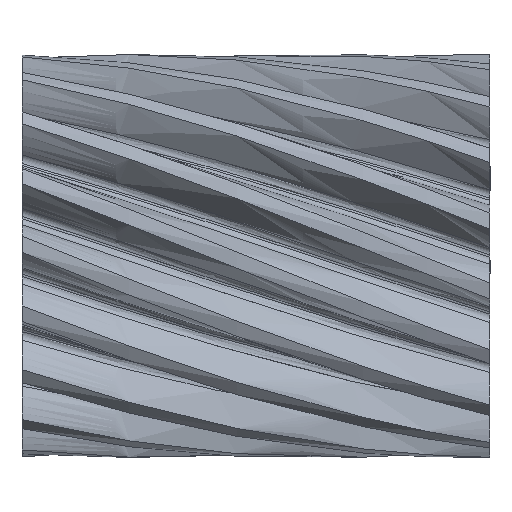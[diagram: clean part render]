
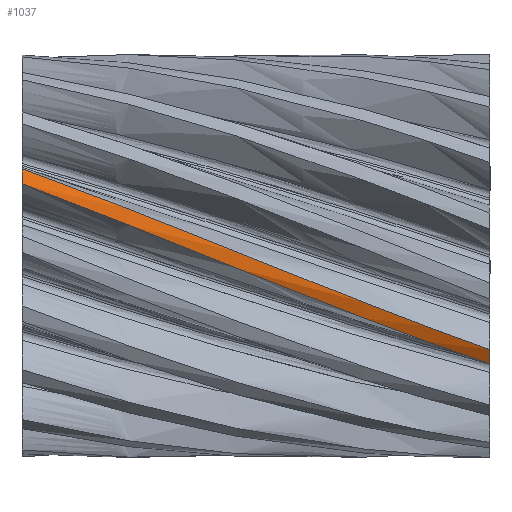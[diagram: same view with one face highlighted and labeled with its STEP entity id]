
A CAD part, front view. The second image highlights one B-rep face of the part: STEP entity #1037.
In plain terms, the highlighted free-form (B-spline) face has degree [2, 1] with [3, 2] control points.
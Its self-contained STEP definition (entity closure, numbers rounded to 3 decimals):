
#1037 = ADVANCED_FACE('',(#1038),#1090,.T.);
#1038 = FACE_BOUND('',#1039,.T.);
#1039 = EDGE_LOOP('',(#1040,#1059,#1067,#1084));
#1040 = ORIENTED_EDGE('',*,*,#1041,.F.);
#1041 = EDGE_CURVE('',#1042,#1044,#1046,.T.);
#1042 = VERTEX_POINT('',#1043);
#1043 = CARTESIAN_POINT('',(131.379,-47.805,
    -30.239));
#1044 = VERTEX_POINT('',#1045);
#1045 = CARTESIAN_POINT('',(0.,-52.81,
    20.267));
#1046 = B_SPLINE_CURVE_WITH_KNOTS('',3,(#1047,#1048,#1049,#1050,#1051,
    #1052,#1053,#1054,#1055,#1056,#1057,#1058),.UNSPECIFIED.,.F.,.F.,(4,
    1,1,1,1,1,1,1,1,4),(0.,0.111,0.222,0.333,
    0.444,0.556,0.667,0.778,
    0.889,1.),.UNSPECIFIED.);
#1047 = CARTESIAN_POINT('',(131.379,-47.805,
    -30.239));
#1048 = CARTESIAN_POINT('',(126.513,-48.847,
    -28.592));
#1049 = CARTESIAN_POINT('',(116.781,-50.76,
    -25.189));
#1050 = CARTESIAN_POINT('',(102.184,-53.089,
    -19.816));
#1051 = CARTESIAN_POINT('',(87.586,-54.85,
    -14.232));
#1052 = CARTESIAN_POINT('',(72.988,-56.026,
    -8.495));
#1053 = CARTESIAN_POINT('',(58.391,-56.604,
    -2.668));
#1054 = CARTESIAN_POINT('',(43.793,-56.577,
    3.188));
#1055 = CARTESIAN_POINT('',(29.195,-55.946,
    9.01));
#1056 = CARTESIAN_POINT('',(14.598,-54.717,
    14.735));
#1057 = CARTESIAN_POINT('',(4.866,-53.509,
    18.447));
#1058 = CARTESIAN_POINT('',(0.,-52.81,20.267));
#1059 = ORIENTED_EDGE('',*,*,#1060,.T.);
#1060 = EDGE_CURVE('',#1042,#1061,#1063,.T.);
#1061 = VERTEX_POINT('',#1062);
#1062 = CARTESIAN_POINT('',(131.379,-50.09,
    -26.28));
#1063 = ( BOUNDED_CURVE() B_SPLINE_CURVE(2,(#1064,#1065,#1066),
.UNSPECIFIED.,.F.,.F.) B_SPLINE_CURVE_WITH_KNOTS((3,3),(0.,
0.081),.PIECEWISE_BEZIER_KNOTS.) CURVE() 
GEOMETRIC_REPRESENTATION_ITEM() RATIONAL_B_SPLINE_CURVE((1.,
0.999,1.)) REPRESENTATION_ITEM('') );
#1064 = CARTESIAN_POINT('',(131.379,-47.805,
    -30.239));
#1065 = CARTESIAN_POINT('',(131.379,-49.027,
    -28.306));
#1066 = CARTESIAN_POINT('',(131.379,-50.09,
    -26.28));
#1067 = ORIENTED_EDGE('',*,*,#1068,.T.);
#1068 = EDGE_CURVE('',#1061,#1069,#1071,.T.);
#1069 = VERTEX_POINT('',#1070);
#1070 = CARTESIAN_POINT('',(0.,-51.001,
    24.466));
#1071 = B_SPLINE_CURVE_WITH_KNOTS('',3,(#1072,#1073,#1074,#1075,#1076,
    #1077,#1078,#1079,#1080,#1081,#1082,#1083),.UNSPECIFIED.,.F.,.F.,(4,
    1,1,1,1,1,1,1,1,4),(0.,0.111,0.222,0.333,
    0.444,0.556,0.667,0.778,
    0.889,1.),.UNSPECIFIED.);
#1072 = CARTESIAN_POINT('',(131.379,-50.09,
    -26.28));
#1073 = CARTESIAN_POINT('',(126.513,-50.996,
    -24.554));
#1074 = CARTESIAN_POINT('',(116.781,-52.629,
    -21.008));
#1075 = CARTESIAN_POINT('',(102.184,-54.516,
    -15.465));
#1076 = CARTESIAN_POINT('',(87.586,-55.821,
    -9.756));
#1077 = CARTESIAN_POINT('',(72.988,-56.529,
    -3.943));
#1078 = CARTESIAN_POINT('',(58.391,-56.634,
    1.912));
#1079 = CARTESIAN_POINT('',(43.793,-56.135,7.746
    ));
#1080 = CARTESIAN_POINT('',(29.195,-55.036,
    13.498));
#1081 = CARTESIAN_POINT('',(14.598,-53.349,
    19.106));
#1082 = CARTESIAN_POINT('',(4.866,-51.844,
    22.708));
#1083 = CARTESIAN_POINT('',(0.,-51.001,24.466));
#1084 = ORIENTED_EDGE('',*,*,#1085,.F.);
#1085 = EDGE_CURVE('',#1044,#1069,#1086,.T.);
#1086 = ( BOUNDED_CURVE() B_SPLINE_CURVE(2,(#1087,#1088,#1089),
.UNSPECIFIED.,.F.,.F.) B_SPLINE_CURVE_WITH_KNOTS((3,3),(0.,
0.081),.PIECEWISE_BEZIER_KNOTS.) CURVE() 
GEOMETRIC_REPRESENTATION_ITEM() RATIONAL_B_SPLINE_CURVE((1.,
0.999,1.)) REPRESENTATION_ITEM('') );
#1087 = CARTESIAN_POINT('',(0.,-52.81,
    20.267));
#1088 = CARTESIAN_POINT('',(0.,-51.991,
    22.403));
#1089 = CARTESIAN_POINT('',(0.,-51.001,
    24.466));
#1090 = ( BOUNDED_SURFACE() B_SPLINE_SURFACE(2,1,(
    (#1091,#1092)
    ,(#1093,#1094)
    ,(#1095,#1096
)),.UNSPECIFIED.,.F.,.F.,.F.) B_SPLINE_SURFACE_WITH_KNOTS((3,3),(2,2),(
    1.007,2.018),(0.,152.4),.PIECEWISE_BEZIER_KNOTS.) 
GEOMETRIC_REPRESENTATION_ITEM() RATIONAL_B_SPLINE_SURFACE((
    (1.,1.)
    ,(0.875,0.875)
,(1.,1.))) REPRESENTATION_ITEM('') SURFACE() );
#1091 = CARTESIAN_POINT('',(131.379,-47.805,
    -30.239));
#1092 = CARTESIAN_POINT('',(0.,-47.805,-30.239));
#1093 = CARTESIAN_POINT('',(131.379,-64.547,
    -3.772));
#1094 = CARTESIAN_POINT('',(0.,-64.547,-3.772));
#1095 = CARTESIAN_POINT('',(131.379,-51.001,
    24.466));
#1096 = CARTESIAN_POINT('',(0.,-51.001,24.466));
